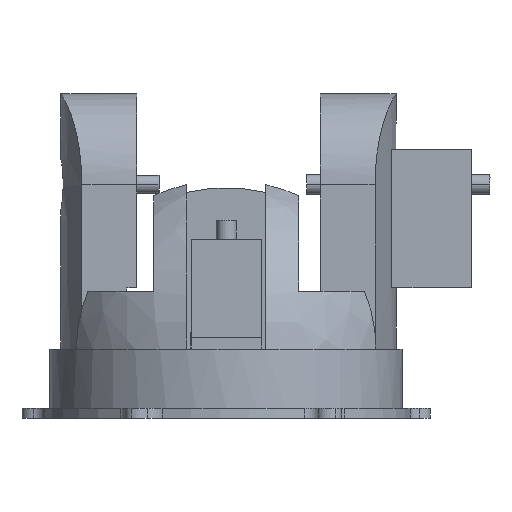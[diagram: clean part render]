
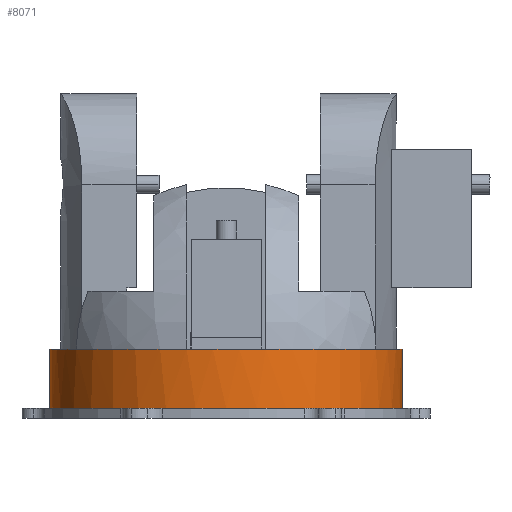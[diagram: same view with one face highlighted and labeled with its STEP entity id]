
A CAD part, front view. The second image highlights one B-rep face of the part: STEP entity #8071.
In plain terms, the highlighted cylindrical face has radius 53.5 mm (diameter 107 mm), a partial arc.
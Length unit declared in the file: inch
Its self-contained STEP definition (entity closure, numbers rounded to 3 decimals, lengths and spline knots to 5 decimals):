
#431=CARTESIAN_POINT('',(-0.01756,0.04016,
0.82682));
#432=DIRECTION('',(0.,0.,1.));
#433=DIRECTION('',(-0.224,-0.975,0.));
#434=AXIS2_PLACEMENT_3D('',#431,#432,#433);
#1581=CARTESIAN_POINT('',(-0.01756,0.04016,
0.82682));
#1582=DIRECTION('',(0.,0.,-1.));
#1583=DIRECTION('',(-0.85,-0.527,0.));
#1584=AXIS2_PLACEMENT_3D('',#1581,#1582,#1583);
#1603=CARTESIAN_POINT('',(-0.01756,0.04016,
0.82682));
#1604=DIRECTION('',(0.,0.,1.));
#1605=DIRECTION('',(-0.85,-0.527,0.));
#1606=AXIS2_PLACEMENT_3D('',#1603,#1604,#1605);
#1628=DIRECTION('',(0.,0.,1.));
#1629=VECTOR('',#1628,0.70866);
#1630=CARTESIAN_POINT('',(2.08874,0.04016,
0.11816));
#1631=LINE('',#1630,#1629);
#1632=DIRECTION('',(0.,0.,-1.));
#1633=VECTOR('',#1632,0.70866);
#1634=CARTESIAN_POINT('',(-2.12386,0.04016,
0.82682));
#1635=LINE('',#1634,#1633);
#1645=CARTESIAN_POINT('',(-0.01756,0.04016,
0.82682));
#1646=DIRECTION('',(0.,0.,1.));
#1647=DIRECTION('',(0.85,-0.527,0.));
#1648=AXIS2_PLACEMENT_3D('',#1645,#1646,#1647);
#1682=CARTESIAN_POINT('',(-0.01756,0.04016,
0.82682));
#1683=DIRECTION('',(0.,0.,1.));
#1684=DIRECTION('',(0.224,-0.975,0.));
#1685=AXIS2_PLACEMENT_3D('',#1682,#1683,#1684);
#2257=CARTESIAN_POINT('',(-0.01756,0.04016,
0.11816));
#2258=DIRECTION('',(0.,0.,-1.));
#2259=DIRECTION('',(1.,0.,0.));
#2260=AXIS2_PLACEMENT_3D('',#2257,#2258,#2259);
#4998=CARTESIAN_POINT('',(2.08874,0.04016,
0.11816));
#4999=CARTESIAN_POINT('',(2.08874,0.04016,
0.82682));
#5000=VERTEX_POINT('',#4998);
#5001=VERTEX_POINT('',#4999);
#5004=CARTESIAN_POINT('',(-2.12386,0.04016,
0.11816));
#5005=VERTEX_POINT('',#5004);
#5006=CARTESIAN_POINT('',(-2.12386,0.04016,
0.82682));
#5007=VERTEX_POINT('',#5006);
#5523=CARTESIAN_POINT('',(1.77238,-1.07008,
0.82682));
#5525=VERTEX_POINT('',#5523);
#5564=CARTESIAN_POINT('',(-1.8075,-1.07008,
0.82682));
#5565=VERTEX_POINT('',#5564);
#5570=CARTESIAN_POINT('',(-0.49,-2.01247,
0.82682));
#5571=VERTEX_POINT('',#5570);
#5580=CARTESIAN_POINT('',(0.45488,-2.01247,
0.82682));
#5581=VERTEX_POINT('',#5580);
#8051=CARTESIAN_POINT('',(-0.01756,0.04016,
0.11816));
#8052=DIRECTION('',(0.,0.,-1.));
#8053=DIRECTION('',(1.,0.,0.));
#8054=AXIS2_PLACEMENT_3D('',#8051,#8052,#8053);
#8055=CYLINDRICAL_SURFACE('',#8054,2.1063);
#8057=ORIENTED_EDGE('',*,*,#8056,.F.);
#8059=ORIENTED_EDGE('',*,*,#8058,.T.);
#8061=ORIENTED_EDGE('',*,*,#8060,.F.);
#8062=ORIENTED_EDGE('',*,*,#8014,.F.);
#8063=ORIENTED_EDGE('',*,*,#8039,.T.);
#8064=ORIENTED_EDGE('',*,*,#6709,.T.);
#8066=ORIENTED_EDGE('',*,*,#8065,.T.);
#8068=ORIENTED_EDGE('',*,*,#8067,.T.);
#8069=EDGE_LOOP('',(#8057,#8059,#8061,#8062,#8063,#8064,#8066,#8068));
#8070=FACE_OUTER_BOUND('',#8069,.F.);
#8071=ADVANCED_FACE('',(#8070),#8055,.T.);
#435=CIRCLE('',#434,2.1063);
#1585=CIRCLE('',#1584,2.1063);
#1607=CIRCLE('',#1606,2.1063);
#1649=CIRCLE('',#1648,2.1063);
#1686=CIRCLE('',#1685,2.1063);
#2261=CIRCLE('',#2260,2.1063);
#6709=EDGE_CURVE('',#5571,#5581,#435,.T.);
#8014=EDGE_CURVE('',#5565,#5007,#1585,.T.);
#8039=EDGE_CURVE('',#5565,#5571,#1607,.T.);
#8056=EDGE_CURVE('',#5000,#5001,#1631,.T.);
#8058=EDGE_CURVE('',#5000,#5005,#2261,.T.);
#8060=EDGE_CURVE('',#5007,#5005,#1635,.T.);
#8065=EDGE_CURVE('',#5581,#5525,#1686,.T.);
#8067=EDGE_CURVE('',#5525,#5001,#1649,.T.);
